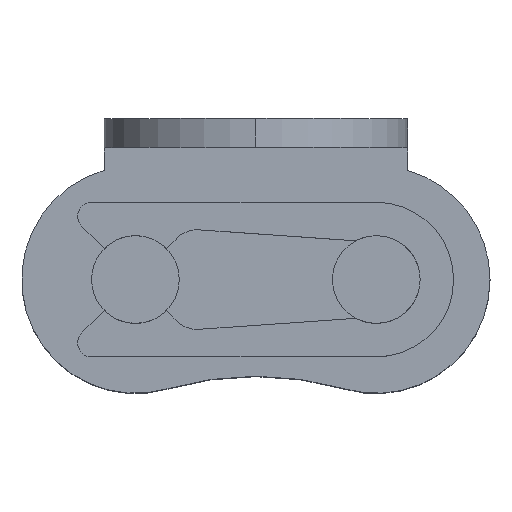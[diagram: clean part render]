
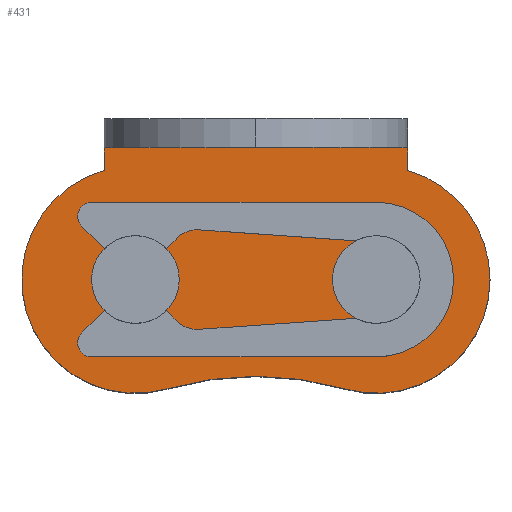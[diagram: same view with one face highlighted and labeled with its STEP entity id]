
A CAD part, top view. The second image highlights one B-rep face of the part: STEP entity #431.
In plain terms, the highlighted planar face has unit normal (0, 0, 1).
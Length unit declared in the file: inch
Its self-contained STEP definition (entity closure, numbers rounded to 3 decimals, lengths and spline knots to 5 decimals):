
#2 = DIRECTION ( 'NONE',  ( 0., 1., 0. ) ) ;
#9 = VERTEX_POINT ( 'NONE', #360 ) ;
#73 = AXIS2_PLACEMENT_3D ( 'NONE', #443, #1100, #236 ) ;
#132 = CARTESIAN_POINT ( 'NONE',  ( 0.16367, 0., 0.1245 ) ) ;
#133 = CARTESIAN_POINT ( 'NONE',  ( 0.15776, -0.11336, 0.1245 ) ) ;
#182 = CARTESIAN_POINT ( 'NONE',  ( 0.09252, 0.13667, 0.1245 ) ) ;
#235 = DIRECTION ( 'NONE',  ( 0., 1., 0. ) ) ;
#236 = DIRECTION ( 'NONE',  ( 1., 0., 0. ) ) ;
#244 = AXIS2_PLACEMENT_3D ( 'NONE', #1188, #1183, #1171 ) ;
#246 = CARTESIAN_POINT ( 'NONE',  ( 0.493, 0., 0.1245 ) ) ;
#252 = EDGE_CURVE ( 'NONE', #678, #734, #1199, .T. ) ;
#306 = EDGE_CURVE ( 'NONE', #9, #842, #1725, .T. ) ;
#325 = EDGE_CURVE ( 'NONE', #2135, #865, #1525, .T. ) ;
#356 = DIRECTION ( 'NONE',  ( -1., 0., 0. ) ) ;
#360 = CARTESIAN_POINT ( 'NONE',  ( 0.09252, 0.11344, 0.1245 ) ) ;
#371 = FACE_BOUND ( 'NONE', #896, .T. ) ;
#392 = DIRECTION ( 'NONE',  ( 1., 0., 0. ) ) ;
#431 = ADVANCED_FACE ( 'NONE', ( #1773, #2129, #371 ), #2015, .T. ) ;
#433 = AXIS2_PLACEMENT_3D ( 'NONE', #837, #925, #356 ) ;
#443 = CARTESIAN_POINT ( 'NONE',  ( 0.375, 0., 0.1245 ) ) ;
#532 = CIRCLE ( 'NONE', #1520, 0.33223 ) ;
#558 = DIRECTION ( 'NONE',  ( 1., 0., 0. ) ) ;
#560 = VERTEX_POINT ( 'NONE', #624 ) ;
#573 = CARTESIAN_POINT ( 'NONE',  ( 0.375, 0., 0.1245 ) ) ;
#608 = EDGE_CURVE ( 'NONE', #905, #1351, #642, .T. ) ;
#624 = CARTESIAN_POINT ( 'NONE',  ( 0.41367, 0., 0.1245 ) ) ;
#642 = CIRCLE ( 'NONE', #1185, 0.118 ) ;
#658 = DIRECTION ( 'NONE',  ( -1., 0., 0. ) ) ;
#670 = CARTESIAN_POINT ( 'NONE',  ( 0.40748, 0.13667, 0.1245 ) ) ;
#678 = VERTEX_POINT ( 'NONE', #2012 ) ;
#683 = LINE ( 'NONE', #670, #820 ) ;
#709 = VERTEX_POINT ( 'NONE', #1641 ) ;
#713 = EDGE_CURVE ( 'NONE', #1119, #905, #532, .T. ) ;
#734 = VERTEX_POINT ( 'NONE', #1319 ) ;
#755 = EDGE_CURVE ( 'NONE', #865, #2135, #1801, .T. ) ;
#797 = EDGE_CURVE ( 'NONE', #734, #842, #683, .T. ) ;
#804 = EDGE_LOOP ( 'NONE', ( #813, #971 ) ) ;
#813 = ORIENTED_EDGE ( 'NONE', *, *, #1339, .F. ) ;
#820 = VECTOR ( 'NONE', #658, 39.37008 ) ;
#837 = CARTESIAN_POINT ( 'NONE',  ( 0.3125, -0.21627, 0.1245 ) ) ;
#842 = VERTEX_POINT ( 'NONE', #182 ) ;
#865 = VERTEX_POINT ( 'NONE', #132 ) ;
#896 = EDGE_LOOP ( 'NONE', ( #1634, #1109 ) ) ;
#905 = VERTEX_POINT ( 'NONE', #1957 ) ;
#911 = EDGE_CURVE ( 'NONE', #1351, #678, #2043, .T. ) ;
#925 = DIRECTION ( 'NONE',  ( 0., 0., 1. ) ) ;
#937 = AXIS2_PLACEMENT_3D ( 'NONE', #1892, #1538, #1861 ) ;
#962 = VECTOR ( 'NONE', #235, 39.37008 ) ;
#971 = ORIENTED_EDGE ( 'NONE', *, *, #2117, .F. ) ;
#1011 = AXIS2_PLACEMENT_3D ( 'NONE', #1818, #1909, #558 ) ;
#1042 = ORIENTED_EDGE ( 'NONE', *, *, #797, .T. ) ;
#1069 = CARTESIAN_POINT ( 'NONE',  ( 0.08632, 0., 0.1245 ) ) ;
#1076 = ORIENTED_EDGE ( 'NONE', *, *, #2068, .T. ) ;
#1100 = DIRECTION ( 'NONE',  ( 0., 0., 1. ) ) ;
#1109 = ORIENTED_EDGE ( 'NONE', *, *, #755, .F. ) ;
#1119 = VERTEX_POINT ( 'NONE', #133 ) ;
#1143 = EDGE_LOOP ( 'NONE', ( #1593, #1550, #1681, #1669, #1042, #1684, #1076 ) ) ;
#1171 = DIRECTION ( 'NONE',  ( 1., 0., 0. ) ) ;
#1183 = DIRECTION ( 'NONE',  ( 0., 0., 1. ) ) ;
#1185 = AXIS2_PLACEMENT_3D ( 'NONE', #573, #1457, #392 ) ;
#1188 = CARTESIAN_POINT ( 'NONE',  ( 0.125, 0., 0.1245 ) ) ;
#1189 = AXIS2_PLACEMENT_3D ( 'NONE', #1920, #1889, #1879 ) ;
#1199 = LINE ( 'NONE', #2173, #1557 ) ;
#1269 = DIRECTION ( 'NONE',  ( 1., 0., 0. ) ) ;
#1319 = CARTESIAN_POINT ( 'NONE',  ( 0.40748, 0.13667, 0.1245 ) ) ;
#1339 = EDGE_CURVE ( 'NONE', #709, #560, #1667, .T. ) ;
#1351 = VERTEX_POINT ( 'NONE', #246 ) ;
#1421 = DIRECTION ( 'NONE',  ( 0., 0., 1. ) ) ;
#1444 = CARTESIAN_POINT ( 'NONE',  ( 0.125, 0., 0.1245 ) ) ;
#1457 = DIRECTION ( 'NONE',  ( 0., 0., 1. ) ) ;
#1520 = AXIS2_PLACEMENT_3D ( 'NONE', #1614, #1600, #1578 ) ;
#1525 = CIRCLE ( 'NONE', #1973, 0.03868 ) ;
#1538 = DIRECTION ( 'NONE',  ( 0., 0., 1. ) ) ;
#1550 = ORIENTED_EDGE ( 'NONE', *, *, #608, .T. ) ;
#1557 = VECTOR ( 'NONE', #2, 39.37008 ) ;
#1578 = DIRECTION ( 'NONE',  ( -1., 0., 0. ) ) ;
#1593 = ORIENTED_EDGE ( 'NONE', *, *, #713, .T. ) ;
#1600 = DIRECTION ( 'NONE',  ( 0., 0., -1. ) ) ;
#1614 = CARTESIAN_POINT ( 'NONE',  ( 0.25, -0.43253, 0.1245 ) ) ;
#1634 = ORIENTED_EDGE ( 'NONE', *, *, #325, .F. ) ;
#1641 = CARTESIAN_POINT ( 'NONE',  ( 0.33632, 0., 0.1245 ) ) ;
#1667 = CIRCLE ( 'NONE', #73, 0.03867 ) ;
#1669 = ORIENTED_EDGE ( 'NONE', *, *, #252, .T. ) ;
#1681 = ORIENTED_EDGE ( 'NONE', *, *, #911, .T. ) ;
#1684 = ORIENTED_EDGE ( 'NONE', *, *, #306, .F. ) ;
#1725 = LINE ( 'NONE', #2166, #962 ) ;
#1773 = FACE_OUTER_BOUND ( 'NONE', #1143, .T. ) ;
#1801 = CIRCLE ( 'NONE', #244, 0.03868 ) ;
#1818 = CARTESIAN_POINT ( 'NONE',  ( 0.125, 0., 0.1245 ) ) ;
#1861 = DIRECTION ( 'NONE',  ( 1., 0., 0. ) ) ;
#1871 = CIRCLE ( 'NONE', #1011, 0.118 ) ;
#1879 = DIRECTION ( 'NONE',  ( 1., 0., 0. ) ) ;
#1889 = DIRECTION ( 'NONE',  ( 0., 0., 1. ) ) ;
#1892 = CARTESIAN_POINT ( 'NONE',  ( 0.375, 0., 0.1245 ) ) ;
#1909 = DIRECTION ( 'NONE',  ( 0., 0., 1. ) ) ;
#1920 = CARTESIAN_POINT ( 'NONE',  ( 0.375, 0., 0.1245 ) ) ;
#1957 = CARTESIAN_POINT ( 'NONE',  ( 0.34224, -0.11336, 0.1245 ) ) ;
#1973 = AXIS2_PLACEMENT_3D ( 'NONE', #1444, #1421, #1269 ) ;
#2012 = CARTESIAN_POINT ( 'NONE',  ( 0.40748, 0.11344, 0.1245 ) ) ;
#2015 = PLANE ( 'NONE',  #433 ) ;
#2043 = CIRCLE ( 'NONE', #1189, 0.118 ) ;
#2068 = EDGE_CURVE ( 'NONE', #9, #1119, #1871, .T. ) ;
#2109 = CIRCLE ( 'NONE', #937, 0.03867 ) ;
#2117 = EDGE_CURVE ( 'NONE', #560, #709, #2109, .T. ) ;
#2129 = FACE_BOUND ( 'NONE', #804, .T. ) ;
#2135 = VERTEX_POINT ( 'NONE', #1069 ) ;
#2166 = CARTESIAN_POINT ( 'NONE',  ( 0.09252, -19685.03937, 0.1245 ) ) ;
#2173 = CARTESIAN_POINT ( 'NONE',  ( 0.40748, -19685.03937, 0.1245 ) ) ;
